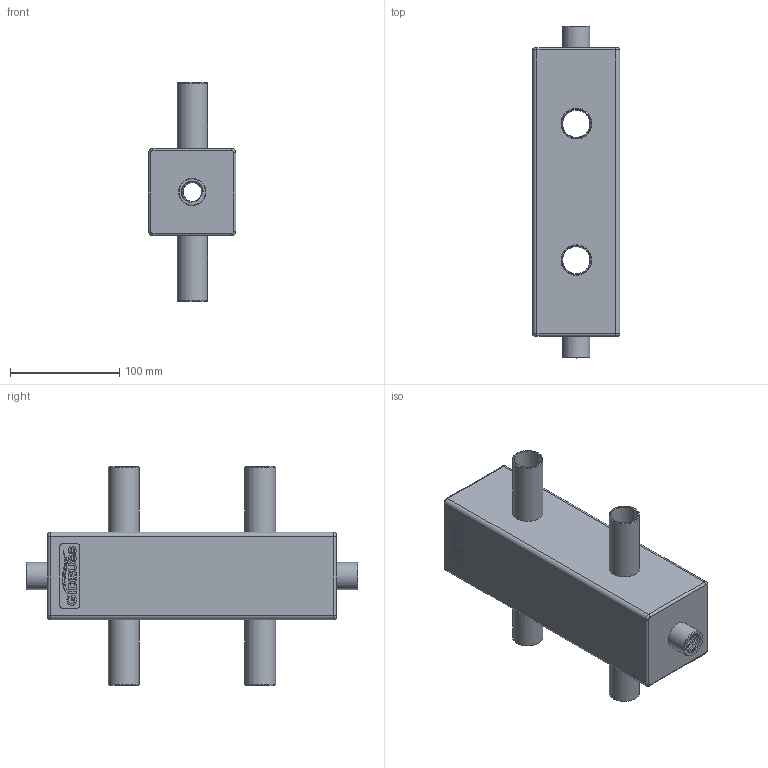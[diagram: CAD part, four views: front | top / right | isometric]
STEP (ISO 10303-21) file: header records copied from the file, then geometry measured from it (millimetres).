
FILE_DESCRIPTION(('STEP AP203'), '1');
FILE_NAME('GRSS-60-28PF.20', '', ('UNSPECIFIED'), ('UNSPECIFIED'), 'ASCON STEP Converter 1.6', 'ASCON Math Kernel', '');
FILE_SCHEMA(('CONFIG_CONTROL_DESIGN'));
Length unit declared in the file: millimetre
Bounding box: 80.55 x 304 x 200 mm (x, y, z)
Volume: 219366.9 mm3; surface area: 227350.7 mm2
Topology: 1 solids, 1 shells, 362 faces, 990 edges, 652 vertices
Faces by surface type: bspline 177, plane 112, cylinder 51, cone 14, torus 8
Full cylindrical faces by diameter (mm): 24 x2, 25 x6, 28 x4
Entity records: 30660 total; most frequent: CARTESIAN_POINT 20116, ORIENTED_EDGE 1932, EDGE_CURVE 966, DIRECTION 908, VERTEX_POINT 652, B_SPLINE_CURVE_WITH_KNOTS 530, EDGE_LOOP 418, FACE_BOUND 378
